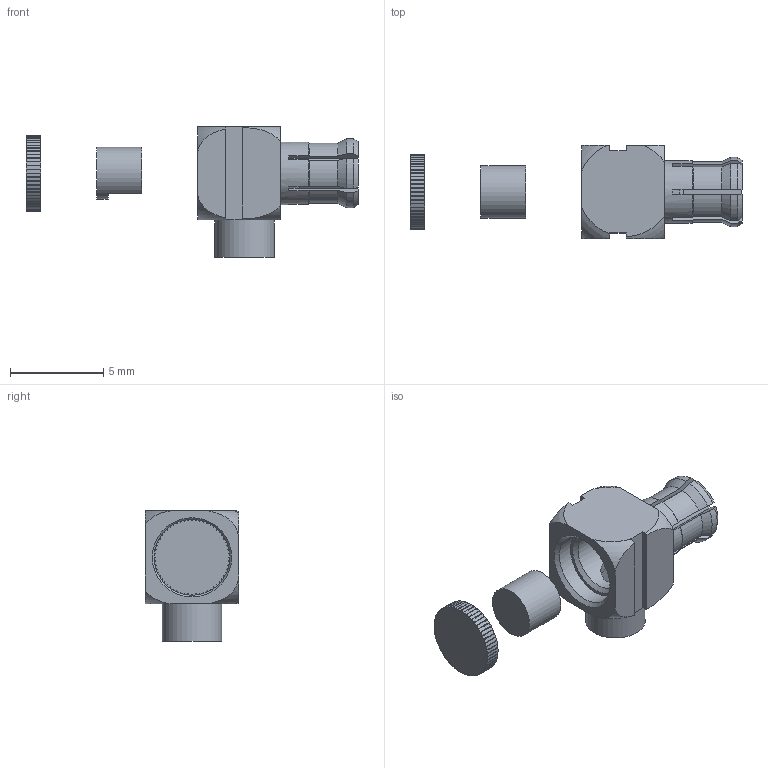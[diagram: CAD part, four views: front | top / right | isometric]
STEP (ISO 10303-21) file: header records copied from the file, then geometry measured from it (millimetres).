
FILE_DESCRIPTION( ( 'Unknown' ), '1' );
FILE_NAME( '60639031210820.stp', 'Unknown', ( 'Unknown' ), ( 'Unknown' ), 'PSStep 21.0.46', 'Unknown', ' ' );
FILE_SCHEMA( ( 'AUTOMOTIVE_DESIGN { 1 0 10303 214 1 1 1 1 }' ) );
Length unit declared in the file: millimetre
Products named in the file (6): 60639031210820_housing
Bounding box: 17.8 x 5 x 7 mm (x, y, z)
Volume: 239.6 mm3; surface area: 921.4 mm2
Topology: 6 solids, 6 shells, 752 faces, 2182 edges, 1452 vertices
Faces by surface type: plane 358, cylinder 308, cone 66, torus 20
Full cylindrical faces by diameter (mm): 0.5 x2, 1.5 x2, 2 x2, 2.15 x2, 2.24 x2, 2.4 x2, 2.75 x4, 2.8 x6, 3 x2, 3.1 x2, 3.2 x2, 3.35 x2, 3.5 x2, 3.85 x4
Entity records: 31206 total; most frequent: CARTESIAN_POINT 5370, ORIENTED_EDGE 4188, DIRECTION 4140, EDGE_CURVE 2094, AXIS2_PLACEMENT_3D 1464, VERTEX_POINT 1414, LINE 1212, VECTOR 1212
